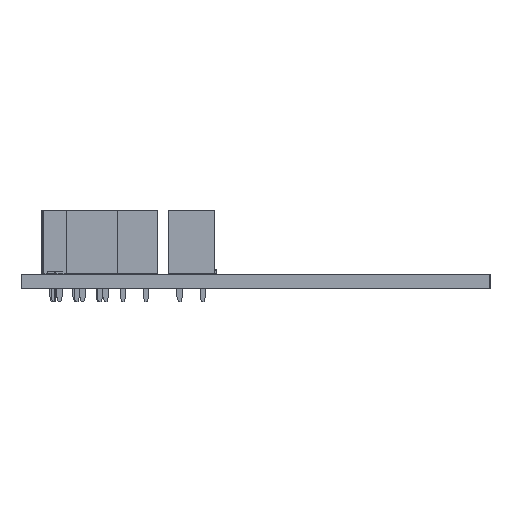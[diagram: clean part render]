
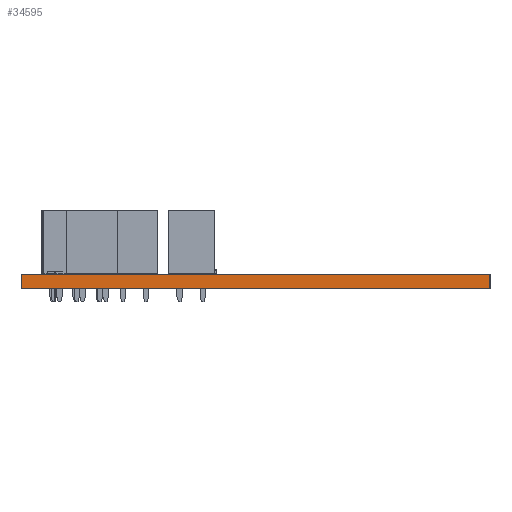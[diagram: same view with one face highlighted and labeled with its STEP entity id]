
A CAD part, left-side view. The second image highlights one B-rep face of the part: STEP entity #34595.
In plain terms, the highlighted planar face has unit normal (-1, 0, 0).
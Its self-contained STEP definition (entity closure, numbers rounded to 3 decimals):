
#34414 = PLANE('',#34415);
#34415 = AXIS2_PLACEMENT_3D('',#34416,#34417,#34418);
#34416 = CARTESIAN_POINT('',(75.,-63.523,0.));
#34417 = DIRECTION('',(0.,-1.,0.));
#34418 = DIRECTION('',(-1.,0.,0.));
#34439 = VERTEX_POINT('',#34440);
#34440 = CARTESIAN_POINT('',(12.,-63.523,1.6));
#34454 = PLANE('',#34455);
#34455 = AXIS2_PLACEMENT_3D('',#34456,#34457,#34458);
#34456 = CARTESIAN_POINT('',(43.5,-37.762,1.6));
#34457 = DIRECTION('',(-0.,-0.,-1.));
#34458 = DIRECTION('',(-1.,0.,0.));
#34466 = EDGE_CURVE('',#34467,#34439,#34469,.T.);
#34467 = VERTEX_POINT('',#34468);
#34468 = CARTESIAN_POINT('',(12.,-63.523,0.));
#34469 = SURFACE_CURVE('',#34470,(#34474,#34481),.PCURVE_S1.);
#34470 = LINE('',#34471,#34472);
#34471 = CARTESIAN_POINT('',(12.,-63.523,0.));
#34472 = VECTOR('',#34473,1.);
#34473 = DIRECTION('',(0.,0.,1.));
#34474 = PCURVE('',#34414,#34475);
#34475 = DEFINITIONAL_REPRESENTATION('',(#34476),#34480);
#34476 = LINE('',#34477,#34478);
#34477 = CARTESIAN_POINT('',(63.,0.));
#34478 = VECTOR('',#34479,1.);
#34479 = DIRECTION('',(0.,-1.));
#34480 = ( GEOMETRIC_REPRESENTATION_CONTEXT(2) 
PARAMETRIC_REPRESENTATION_CONTEXT() REPRESENTATION_CONTEXT('2D SPACE',''
  ) );
#34481 = PCURVE('',#34482,#34487);
#34482 = PLANE('',#34483);
#34483 = AXIS2_PLACEMENT_3D('',#34484,#34485,#34486);
#34484 = CARTESIAN_POINT('',(12.,-63.523,0.));
#34485 = DIRECTION('',(-1.,0.,0.));
#34486 = DIRECTION('',(0.,1.,0.));
#34487 = DEFINITIONAL_REPRESENTATION('',(#34488),#34492);
#34488 = LINE('',#34489,#34490);
#34489 = CARTESIAN_POINT('',(0.,0.));
#34490 = VECTOR('',#34491,1.);
#34491 = DIRECTION('',(0.,-1.));
#34492 = ( GEOMETRIC_REPRESENTATION_CONTEXT(2) 
PARAMETRIC_REPRESENTATION_CONTEXT() REPRESENTATION_CONTEXT('2D SPACE',''
  ) );
#34508 = PLANE('',#34509);
#34509 = AXIS2_PLACEMENT_3D('',#34510,#34511,#34512);
#34510 = CARTESIAN_POINT('',(43.5,-37.762,0.));
#34511 = DIRECTION('',(-0.,-0.,-1.));
#34512 = DIRECTION('',(-1.,0.,0.));
#34541 = PLANE('',#34542);
#34542 = AXIS2_PLACEMENT_3D('',#34543,#34544,#34545);
#34543 = CARTESIAN_POINT('',(12.,-12.,0.));
#34544 = DIRECTION('',(0.,1.,0.));
#34545 = DIRECTION('',(1.,0.,0.));
#34595 = ADVANCED_FACE('',(#34596),#34482,.T.);
#34596 = FACE_BOUND('',#34597,.T.);
#34597 = EDGE_LOOP('',(#34598,#34599,#34622,#34645));
#34598 = ORIENTED_EDGE('',*,*,#34466,.T.);
#34599 = ORIENTED_EDGE('',*,*,#34600,.T.);
#34600 = EDGE_CURVE('',#34439,#34601,#34603,.T.);
#34601 = VERTEX_POINT('',#34602);
#34602 = CARTESIAN_POINT('',(12.,-12.,1.6));
#34603 = SURFACE_CURVE('',#34604,(#34608,#34615),.PCURVE_S1.);
#34604 = LINE('',#34605,#34606);
#34605 = CARTESIAN_POINT('',(12.,-63.523,1.6));
#34606 = VECTOR('',#34607,1.);
#34607 = DIRECTION('',(0.,1.,0.));
#34608 = PCURVE('',#34482,#34609);
#34609 = DEFINITIONAL_REPRESENTATION('',(#34610),#34614);
#34610 = LINE('',#34611,#34612);
#34611 = CARTESIAN_POINT('',(0.,-1.6));
#34612 = VECTOR('',#34613,1.);
#34613 = DIRECTION('',(1.,0.));
#34614 = ( GEOMETRIC_REPRESENTATION_CONTEXT(2) 
PARAMETRIC_REPRESENTATION_CONTEXT() REPRESENTATION_CONTEXT('2D SPACE',''
  ) );
#34615 = PCURVE('',#34454,#34616);
#34616 = DEFINITIONAL_REPRESENTATION('',(#34617),#34621);
#34617 = LINE('',#34618,#34619);
#34618 = CARTESIAN_POINT('',(31.5,-25.762));
#34619 = VECTOR('',#34620,1.);
#34620 = DIRECTION('',(0.,1.));
#34621 = ( GEOMETRIC_REPRESENTATION_CONTEXT(2) 
PARAMETRIC_REPRESENTATION_CONTEXT() REPRESENTATION_CONTEXT('2D SPACE',''
  ) );
#34622 = ORIENTED_EDGE('',*,*,#34623,.F.);
#34623 = EDGE_CURVE('',#34624,#34601,#34626,.T.);
#34624 = VERTEX_POINT('',#34625);
#34625 = CARTESIAN_POINT('',(12.,-12.,0.));
#34626 = SURFACE_CURVE('',#34627,(#34631,#34638),.PCURVE_S1.);
#34627 = LINE('',#34628,#34629);
#34628 = CARTESIAN_POINT('',(12.,-12.,0.));
#34629 = VECTOR('',#34630,1.);
#34630 = DIRECTION('',(0.,0.,1.));
#34631 = PCURVE('',#34482,#34632);
#34632 = DEFINITIONAL_REPRESENTATION('',(#34633),#34637);
#34633 = LINE('',#34634,#34635);
#34634 = CARTESIAN_POINT('',(51.523,0.));
#34635 = VECTOR('',#34636,1.);
#34636 = DIRECTION('',(0.,-1.));
#34637 = ( GEOMETRIC_REPRESENTATION_CONTEXT(2) 
PARAMETRIC_REPRESENTATION_CONTEXT() REPRESENTATION_CONTEXT('2D SPACE',''
  ) );
#34638 = PCURVE('',#34541,#34639);
#34639 = DEFINITIONAL_REPRESENTATION('',(#34640),#34644);
#34640 = LINE('',#34641,#34642);
#34641 = CARTESIAN_POINT('',(0.,0.));
#34642 = VECTOR('',#34643,1.);
#34643 = DIRECTION('',(0.,-1.));
#34644 = ( GEOMETRIC_REPRESENTATION_CONTEXT(2) 
PARAMETRIC_REPRESENTATION_CONTEXT() REPRESENTATION_CONTEXT('2D SPACE',''
  ) );
#34645 = ORIENTED_EDGE('',*,*,#34646,.F.);
#34646 = EDGE_CURVE('',#34467,#34624,#34647,.T.);
#34647 = SURFACE_CURVE('',#34648,(#34652,#34659),.PCURVE_S1.);
#34648 = LINE('',#34649,#34650);
#34649 = CARTESIAN_POINT('',(12.,-63.523,0.));
#34650 = VECTOR('',#34651,1.);
#34651 = DIRECTION('',(0.,1.,0.));
#34652 = PCURVE('',#34482,#34653);
#34653 = DEFINITIONAL_REPRESENTATION('',(#34654),#34658);
#34654 = LINE('',#34655,#34656);
#34655 = CARTESIAN_POINT('',(0.,0.));
#34656 = VECTOR('',#34657,1.);
#34657 = DIRECTION('',(1.,0.));
#34658 = ( GEOMETRIC_REPRESENTATION_CONTEXT(2) 
PARAMETRIC_REPRESENTATION_CONTEXT() REPRESENTATION_CONTEXT('2D SPACE',''
  ) );
#34659 = PCURVE('',#34508,#34660);
#34660 = DEFINITIONAL_REPRESENTATION('',(#34661),#34665);
#34661 = LINE('',#34662,#34663);
#34662 = CARTESIAN_POINT('',(31.5,-25.762));
#34663 = VECTOR('',#34664,1.);
#34664 = DIRECTION('',(0.,1.));
#34665 = ( GEOMETRIC_REPRESENTATION_CONTEXT(2) 
PARAMETRIC_REPRESENTATION_CONTEXT() REPRESENTATION_CONTEXT('2D SPACE',''
  ) );
